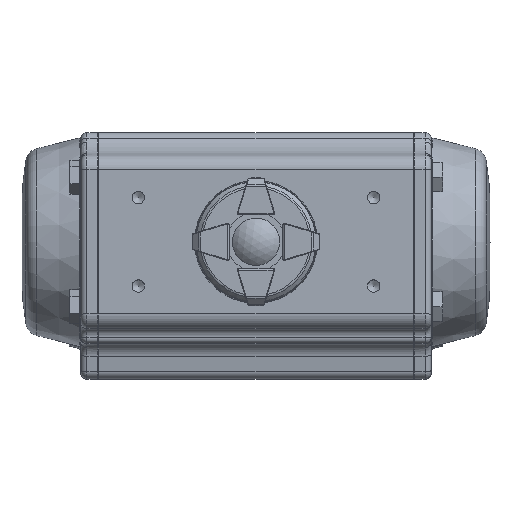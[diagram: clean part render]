
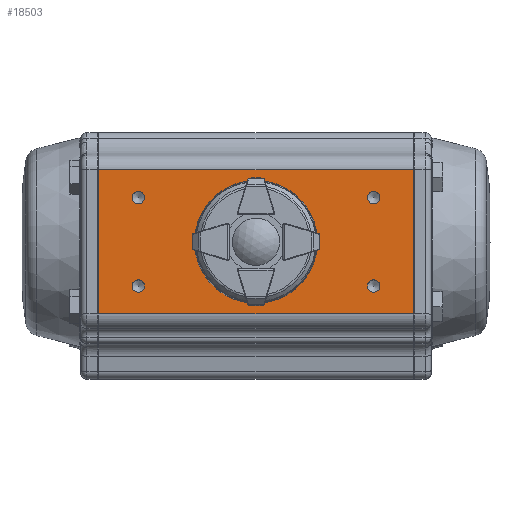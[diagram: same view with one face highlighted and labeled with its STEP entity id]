
A CAD part, top view. The second image highlights one B-rep face of the part: STEP entity #18503.
In plain terms, the highlighted face is planar.
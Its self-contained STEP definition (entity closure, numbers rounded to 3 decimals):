
#759=LINE('',#33080,#1669);
#785=LINE('',#33205,#1695);
#801=LINE('',#33270,#1711);
#802=LINE('',#33272,#1712);
#1669=VECTOR('',#23249,1000.);
#1695=VECTOR('',#23349,1000.);
#1711=VECTOR('',#23407,1000.);
#1712=VECTOR('',#23410,1000.);
#5345=ORIENTED_EDGE('',*,*,#8689,.F.);
#5346=ORIENTED_EDGE('',*,*,#8784,.F.);
#5347=ORIENTED_EDGE('',*,*,#8751,.T.);
#5348=ORIENTED_EDGE('',*,*,#8785,.T.);
#5349=ORIENTED_EDGE('',*,*,#8646,.T.);
#5350=ORIENTED_EDGE('',*,*,#8644,.F.);
#5351=ORIENTED_EDGE('',*,*,#8642,.F.);
#5352=ORIENTED_EDGE('',*,*,#8640,.F.);
#5353=ORIENTED_EDGE('',*,*,#8638,.F.);
#8638=EDGE_CURVE('',#10682,#10682,#11832,.T.);
#8640=EDGE_CURVE('',#10685,#10685,#11834,.T.);
#8642=EDGE_CURVE('',#10688,#10688,#11836,.T.);
#8644=EDGE_CURVE('',#10691,#10691,#11838,.T.);
#8646=EDGE_CURVE('',#10693,#10693,#11840,.T.);
#8689=EDGE_CURVE('',#10725,#10726,#759,.T.);
#8751=EDGE_CURVE('',#10788,#10787,#785,.T.);
#8784=EDGE_CURVE('',#10788,#10725,#801,.T.);
#8785=EDGE_CURVE('',#10787,#10726,#802,.T.);
#10682=VERTEX_POINT('',#32967);
#10685=VERTEX_POINT('',#32974);
#10688=VERTEX_POINT('',#32981);
#10691=VERTEX_POINT('',#32988);
#10693=VERTEX_POINT('',#32993);
#10725=VERTEX_POINT('',#33079);
#10726=VERTEX_POINT('',#33081);
#10787=VERTEX_POINT('',#33204);
#10788=VERTEX_POINT('',#33206);
#11832=CIRCLE('',#19975,2.1);
#11834=CIRCLE('',#19979,2.1);
#11836=CIRCLE('',#19983,2.1);
#11838=CIRCLE('',#19987,2.1);
#11840=CIRCLE('',#19990,12.45);
#13122=EDGE_LOOP('',(#5345,#5346,#5347,#5348));
#13123=EDGE_LOOP('',(#5349));
#13124=EDGE_LOOP('',(#5350));
#13125=EDGE_LOOP('',(#5351));
#13126=EDGE_LOOP('',(#5352));
#13127=EDGE_LOOP('',(#5353));
#14507=FACE_BOUND('',#13122,.T.);
#14508=FACE_BOUND('',#13123,.T.);
#14509=FACE_BOUND('',#13124,.T.);
#14510=FACE_BOUND('',#13125,.T.);
#14511=FACE_BOUND('',#13126,.T.);
#14512=FACE_BOUND('',#13127,.T.);
#15342=PLANE('',#20116);
#18503=ADVANCED_FACE('',(#14507,#14508,#14509,#14510,#14511,#14512),#15342,
 .T.);
#19975=AXIS2_PLACEMENT_3D('',#32966,#23134,#23135);
#19979=AXIS2_PLACEMENT_3D('',#32973,#23142,#23143);
#19983=AXIS2_PLACEMENT_3D('',#32980,#23150,#23151);
#19987=AXIS2_PLACEMENT_3D('',#32987,#23158,#23159);
#19990=AXIS2_PLACEMENT_3D('',#32992,#23164,#23165);
#20116=AXIS2_PLACEMENT_3D('',#33408,#23551,#23552);
#23134=DIRECTION('',(0.,1.,0.));
#23135=DIRECTION('',(0.,0.,1.));
#23142=DIRECTION('',(0.,1.,0.));
#23143=DIRECTION('',(0.,0.,1.));
#23150=DIRECTION('',(0.,1.,0.));
#23151=DIRECTION('',(0.,0.,1.));
#23158=DIRECTION('',(0.,1.,0.));
#23159=DIRECTION('',(0.,0.,1.));
#23164=DIRECTION('',(0.,-1.,0.));
#23165=DIRECTION('',(0.,0.,1.));
#23249=DIRECTION('',(1.,0.,0.));
#23349=DIRECTION('',(1.,0.,0.));
#23407=DIRECTION('',(0.,0.,-1.));
#23410=DIRECTION('',(0.,0.,-1.));
#23551=DIRECTION('',(0.,1.,0.));
#23552=DIRECTION('',(1.,0.,0.));
#32966=CARTESIAN_POINT('',(-15.,42.35,40.));
#32967=CARTESIAN_POINT('',(-15.,42.35,42.1));
#32973=CARTESIAN_POINT('',(15.,42.35,40.));
#32974=CARTESIAN_POINT('',(15.,42.35,42.1));
#32980=CARTESIAN_POINT('',(15.,42.35,-40.));
#32981=CARTESIAN_POINT('',(15.,42.35,-37.9));
#32987=CARTESIAN_POINT('',(-15.,42.35,-40.));
#32988=CARTESIAN_POINT('',(-15.,42.35,-37.9));
#32992=CARTESIAN_POINT('',(0.,42.35,0.));
#32993=CARTESIAN_POINT('',(0.,42.35,12.45));
#33079=CARTESIAN_POINT('',(-24.5,42.35,-53.5));
#33080=CARTESIAN_POINT('',(-24.5,42.35,-53.5));
#33081=CARTESIAN_POINT('',(24.5,42.35,-53.5));
#33204=CARTESIAN_POINT('',(24.5,42.35,53.5));
#33205=CARTESIAN_POINT('',(-24.5,42.35,53.5));
#33206=CARTESIAN_POINT('',(-24.5,42.35,53.5));
#33270=CARTESIAN_POINT('',(-24.5,42.35,53.5));
#33272=CARTESIAN_POINT('',(24.5,42.35,53.5));
#33408=CARTESIAN_POINT('',(-24.5,42.35,53.5));
